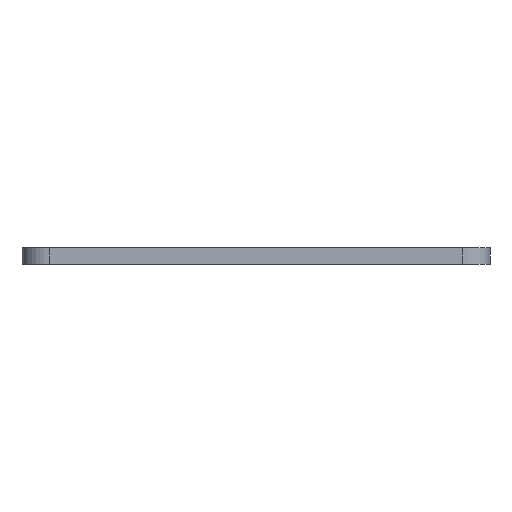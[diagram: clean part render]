
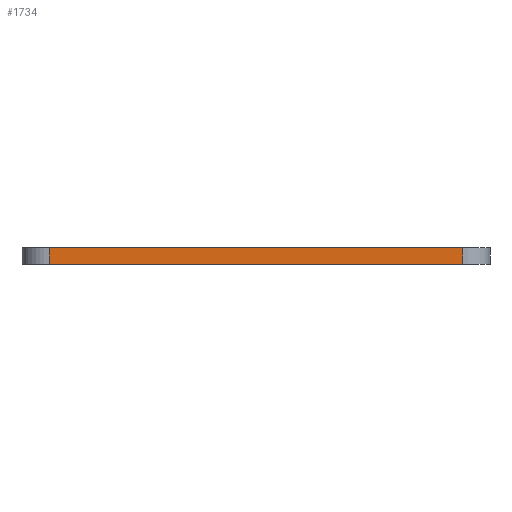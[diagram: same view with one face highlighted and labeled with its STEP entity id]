
A CAD part, left-side view. The second image highlights one B-rep face of the part: STEP entity #1734.
In plain terms, the highlighted planar face has unit normal (-1, 0, 0).
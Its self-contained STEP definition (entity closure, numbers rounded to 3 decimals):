
#59=PLANE('',#1850);
#141=FACE_OUTER_BOUND('',#243,.T.);
#243=EDGE_LOOP('',(#1340,#1341,#1342,#1343));
#358=LINE('',#2442,#584);
#411=LINE('',#2558,#637);
#412=LINE('',#2561,#638);
#413=LINE('',#2562,#639);
#584=VECTOR('',#1986,10.);
#637=VECTOR('',#2067,10.);
#638=VECTOR('',#2070,10.);
#639=VECTOR('',#2071,10.);
#830=VERTEX_POINT('',#2439);
#831=VERTEX_POINT('',#2441);
#880=VERTEX_POINT('',#2556);
#881=VERTEX_POINT('',#2560);
#1001=EDGE_CURVE('',#831,#830,#358,.T.);
#1060=EDGE_CURVE('',#831,#880,#411,.T.);
#1061=EDGE_CURVE('',#881,#830,#412,.T.);
#1062=EDGE_CURVE('',#880,#881,#413,.T.);
#1340=ORIENTED_EDGE('',*,*,#1060,.F.);
#1341=ORIENTED_EDGE('',*,*,#1001,.T.);
#1342=ORIENTED_EDGE('',*,*,#1061,.F.);
#1343=ORIENTED_EDGE('',*,*,#1062,.F.);
#1734=ADVANCED_FACE('',(#141),#59,.T.);
#1850=AXIS2_PLACEMENT_3D('',#2559,#2068,#2069);
#1986=DIRECTION('',(0.,-1.,0.));
#2067=DIRECTION('',(0.,0.,1.));
#2068=DIRECTION('center_axis',(-1.,0.,0.));
#2069=DIRECTION('ref_axis',(0.,-1.,0.));
#2070=DIRECTION('',(0.,0.,-1.));
#2071=DIRECTION('',(0.,-1.,0.));
#2439=CARTESIAN_POINT('',(-12.445,-7.281,0.));
#2441=CARTESIAN_POINT('',(-12.445,68.759,0.));
#2442=CARTESIAN_POINT('',(-12.445,73.759,0.));
#2556=CARTESIAN_POINT('',(-12.445,68.759,3.));
#2558=CARTESIAN_POINT('',(-12.445,68.759,0.));
#2559=CARTESIAN_POINT('Origin',(-12.445,73.759,0.));
#2560=CARTESIAN_POINT('',(-12.445,-7.281,3.));
#2561=CARTESIAN_POINT('',(-12.445,-7.281,0.));
#2562=CARTESIAN_POINT('',(-12.445,73.759,3.));
